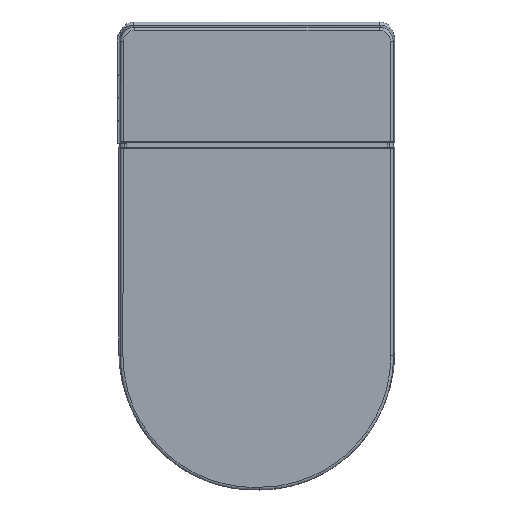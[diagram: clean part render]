
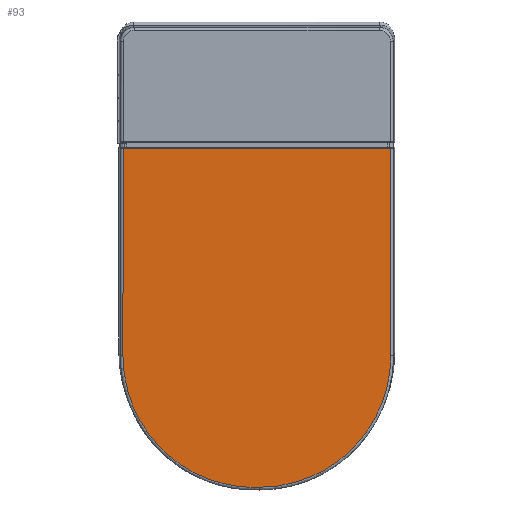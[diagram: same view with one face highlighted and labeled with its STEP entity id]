
A CAD part, top view. The second image highlights one B-rep face of the part: STEP entity #93.
In plain terms, the highlighted planar face has unit normal (0, -0.027, 1).
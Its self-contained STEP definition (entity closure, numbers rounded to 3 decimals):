
#93=ADVANCED_FACE('',(#187),#1351,.T.);
#187=FACE_OUTER_BOUND('',#281,.T.);
#281=EDGE_LOOP('',(#586,#587,#588,#589,#590,#591));
#586=ORIENTED_EDGE('',*,*,#883,.T.);
#587=ORIENTED_EDGE('',*,*,#874,.T.);
#588=ORIENTED_EDGE('',*,*,#866,.T.);
#589=ORIENTED_EDGE('',*,*,#878,.T.);
#590=ORIENTED_EDGE('',*,*,#882,.T.);
#591=ORIENTED_EDGE('',*,*,#867,.T.);
#866=EDGE_CURVE('',#1236,#1237,#990,.T.);
#867=EDGE_CURVE('',#1239,#1234,#991,.T.);
#874=EDGE_CURVE('',#1235,#1236,#998,.T.);
#878=EDGE_CURVE('',#1237,#1238,#1002,.T.);
#882=EDGE_CURVE('',#1238,#1239,#1006,.T.);
#883=EDGE_CURVE('',#1234,#1235,#1007,.T.);
#990=(
BOUNDED_CURVE()
B_SPLINE_CURVE(1,(#4144,#4145),.UNSPECIFIED.,.F.,.F.)
B_SPLINE_CURVE_WITH_KNOTS((2,2),(-0.018,0.768),
 .UNSPECIFIED.)
CURVE()
GEOMETRIC_REPRESENTATION_ITEM()
RATIONAL_B_SPLINE_CURVE((1.,1.))
REPRESENTATION_ITEM('')
);
#991=(
BOUNDED_CURVE()
B_SPLINE_CURVE(1,(#4146,#4147),.UNSPECIFIED.,.F.,.F.)
B_SPLINE_CURVE_WITH_KNOTS((2,2),(-38.087,0.),
 .UNSPECIFIED.)
CURVE()
GEOMETRIC_REPRESENTATION_ITEM()
RATIONAL_B_SPLINE_CURVE((1.,1.))
REPRESENTATION_ITEM('')
);
#998=(
BOUNDED_CURVE()
B_SPLINE_CURVE(3,(#4161,#4162,#4163,#4164,#4165,#4166,#4167),
 .UNSPECIFIED.,.F.,.F.)
B_SPLINE_CURVE_WITH_KNOTS((4,1,1,1,4),(-29.425,-22.365,
-14.7,-7.047,-0.018),.UNSPECIFIED.)
CURVE()
GEOMETRIC_REPRESENTATION_ITEM()
RATIONAL_B_SPLINE_CURVE((1.,1.,1.,1.,1.,
1.,1.))
REPRESENTATION_ITEM('')
);
#1002=(
BOUNDED_CURVE()
B_SPLINE_CURVE(3,(#4181,#4182,#4183,#4184,#4185,#4186,#4187),
 .UNSPECIFIED.,.F.,.F.)
B_SPLINE_CURVE_WITH_KNOTS((4,1,1,1,4),(-29.374,-22.345,
-14.693,-7.028,0.033),.UNSPECIFIED.)
CURVE()
GEOMETRIC_REPRESENTATION_ITEM()
RATIONAL_B_SPLINE_CURVE((1.,1.,1.,1.,1.,
1.,1.))
REPRESENTATION_ITEM('')
);
#1006=(
BOUNDED_CURVE()
B_SPLINE_CURVE(1,(#4200,#4201),.UNSPECIFIED.,.F.,.F.)
B_SPLINE_CURVE_WITH_KNOTS((2,2),(0.033,29.596),
 .UNSPECIFIED.)
CURVE()
GEOMETRIC_REPRESENTATION_ITEM()
RATIONAL_B_SPLINE_CURVE((1.,1.))
REPRESENTATION_ITEM('')
);
#1007=(
BOUNDED_CURVE()
B_SPLINE_CURVE(1,(#4202,#4203),.UNSPECIFIED.,.F.,.F.)
B_SPLINE_CURVE_WITH_KNOTS((2,2),(0.154,29.716),
 .UNSPECIFIED.)
CURVE()
GEOMETRIC_REPRESENTATION_ITEM()
RATIONAL_B_SPLINE_CURVE((1.,1.))
REPRESENTATION_ITEM('')
);
#1234=VERTEX_POINT('',#3888);
#1235=VERTEX_POINT('',#3889);
#1236=VERTEX_POINT('',#3890);
#1237=VERTEX_POINT('',#3891);
#1238=VERTEX_POINT('',#3892);
#1239=VERTEX_POINT('',#3893);
#1351=PLANE('',#1431);
#1431=AXIS2_PLACEMENT_3D('',#3793,#1508,$);
#1508=DIRECTION('',(0.,-0.027,1.));
#3793=CARTESIAN_POINT('',(194.687,-179.79,458.221));
#3888=CARTESIAN_POINT('',(-190.337,-179.79,458.221));
#3889=CARTESIAN_POINT('',(-190.676,-475.306,450.211));
#3890=CARTESIAN_POINT('',(-3.835,-662.824,445.128));
#3891=CARTESIAN_POINT('',(4.031,-662.824,445.128));
#3892=CARTESIAN_POINT('',(190.871,-475.306,450.211));
#3893=CARTESIAN_POINT('',(190.533,-179.79,458.221));
#4144=CARTESIAN_POINT('',(-3.835,-662.824,445.128));
#4145=CARTESIAN_POINT('',(4.031,-662.824,445.128));
#4146=CARTESIAN_POINT('',(190.533,-179.79,458.221));
#4147=CARTESIAN_POINT('',(-190.337,-179.79,458.221));
#4161=CARTESIAN_POINT('',(-190.676,-475.306,450.211));
#4162=CARTESIAN_POINT('',(-190.711,-498.833,449.573));
#4163=CARTESIAN_POINT('',(-181.404,-547.903,448.243));
#4164=CARTESIAN_POINT('',(-139.708,-611.619,446.516));
#4165=CARTESIAN_POINT('',(-76.195,-653.458,445.382));
#4166=CARTESIAN_POINT('',(-27.265,-662.833,445.127));
#4167=CARTESIAN_POINT('',(-3.835,-662.824,445.128));
#4181=CARTESIAN_POINT('',(4.031,-662.824,445.128));
#4182=CARTESIAN_POINT('',(27.46,-662.833,445.127));
#4183=CARTESIAN_POINT('',(76.39,-653.458,445.382));
#4184=CARTESIAN_POINT('',(139.904,-611.619,446.516));
#4185=CARTESIAN_POINT('',(181.6,-547.903,448.243));
#4186=CARTESIAN_POINT('',(190.907,-498.833,449.573));
#4187=CARTESIAN_POINT('',(190.871,-475.306,450.211));
#4200=CARTESIAN_POINT('',(190.871,-475.306,450.211));
#4201=CARTESIAN_POINT('',(190.533,-179.79,458.221));
#4202=CARTESIAN_POINT('',(-190.337,-179.79,458.221));
#4203=CARTESIAN_POINT('',(-190.676,-475.306,450.211));
